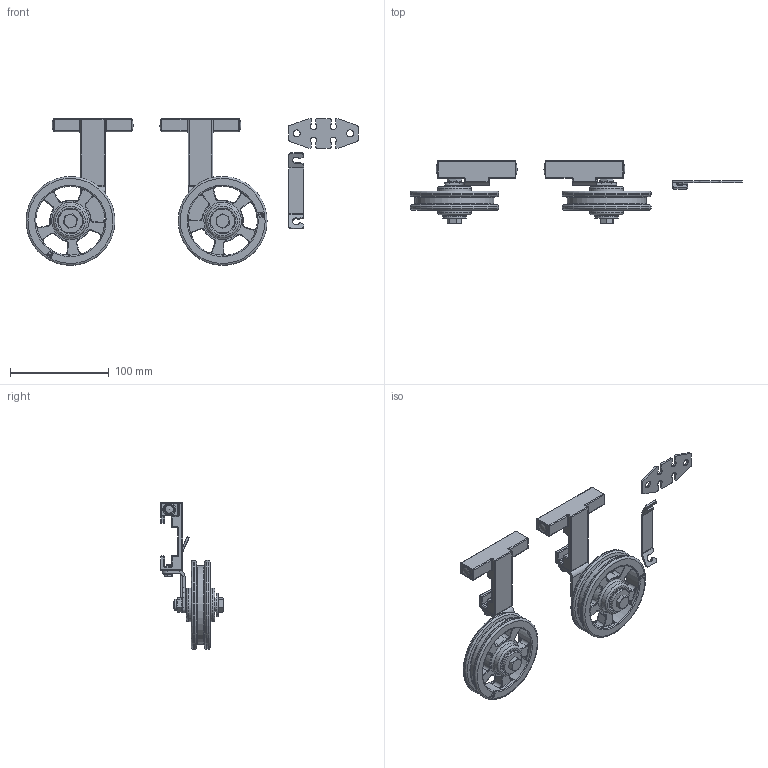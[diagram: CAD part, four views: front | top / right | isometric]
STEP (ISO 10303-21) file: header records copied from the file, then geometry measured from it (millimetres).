
FILE_DESCRIPTION(/* description */ (''),/* implementation_level */ '2;1');
FILE_NAME(/* name */ '.stp',/* time_stamp */ '2019-08-29T13:31:56+02:00',/* author */ ('WG'),/* organization */ (''),/* preprocessor_version */ 'ST-DEVELOPER v17.2',/* originating_system */ 'Autodesk Inventor 2019',/* authorisation */ '');
FILE_SCHEMA (('AUTOMOTIVE_DESIGN { 1 0 10303 214 3 1 1 }'));
Length unit declared in the file: millimetre
Products named in the file (22): RD-7; VAL-RD 610.00r00 - Roller (Left); VAL-RD 610.01r00 - Frame of Roller (Left); VAL-RD 620.00r00 - Roller (Right); VAL-RD 080.00r00 - Roller with holes; VAL-RD 080.01r00 - Roller with holes; DIN 625 SKF - SKF 628-2Z; Tube 10,5x16x12 - Dremec; DIN 931-1 - M8 x 45; DIN 9021 - 8,4; VAL-RD 020.00r00 Stopper; VAl-RD 020.01r00 - Stopper Body; Endcap to technological whole D10; DIN 914 - M4 x 6; VAL-RD 620.01r00 - Frame of Roller (Right); DIN 125 - A 4,3; DIN 933 - M4  x 10; DIN 933 - M4  x 8; DIN 985 - M8; DIN 988 (S) - 8x14; VAL-RD 600.01r00 - Fixing Line; VAL-RD 600.02r00 - Rope Handle
Assembly tree (38 placements, depth 4):
  RD-7
    VAL-RD 610.00r00 - Roller (Left)
      VAL-RD 080.00r00 - Roller with holes
        VAL-RD 080.01r00 - Roller with holes
        DIN 625 SKF - SKF 628-2Z  x2
        Tube 10,5x16x12 - Dremec
        DIN 988 (S) - 8x14
      DIN 931-1 - M8 x 45
      DIN 9021 - 8,4
      VAL-RD 020.00r00 Stopper
        VAl-RD 020.01r00 - Stopper Body
        Endcap to technological whole D10  x2
        DIN 914 - M4 x 6  x2
      VAL-RD 610.01r00 - Frame of Roller (Left)
      DIN 125 - A 4,3  x2
      DIN 933 - M4  x 8
      DIN 933 - M4  x 10
      DIN 985 - M8
      DIN 988 (S) - 8x14  x2
    VAL-RD 620.00r00 - Roller (Right)
      VAL-RD 080.00r00 - Roller with holes
        VAL-RD 080.01r00 - Roller with holes
        DIN 625 SKF - SKF 628-2Z  x2
        Tube 10,5x16x12 - Dremec
        DIN 988 (S) - 8x14
      DIN 931-1 - M8 x 45
      DIN 9021 - 8,4
      VAL-RD 020.00r00 Stopper
        VAl-RD 020.01r00 - Stopper Body
        Endcap to technological whole D10  x2
        DIN 914 - M4 x 6  x2
      VAL-RD 620.01r00 - Frame of Roller (Right)
      DIN 125 - A 4,3  x2
      DIN 933 - M4  x 10
      DIN 933 - M4  x 8
      DIN 985 - M8
      DIN 988 (S) - 8x14  x2
    VAL-RD 600.01r00 - Fixing Line
    VAL-RD 600.02r00 - Rope Handle
Bounding box: 335.99 x 63.55 x 148.6 mm (x, y, z)
Volume: 221873.7 mm3; surface area: 114292.9 mm2
Topology: 42 solids, 42 shells, 1433 faces, 3675 edges, 2316 vertices
Faces by surface type: cylinder 475, plane 422, torus 310, cone 94, bspline 76, sphere 56
Full cylindrical faces by diameter (mm): 1.905 x2, 3.242 x4, 3.621 x4, 4 x8, 4.3 x4, 4.5 x4, 5.9 x4, 6.647 x2, 7 x2, 8 x16, 8.4 x4, 8.5 x2, 9 x4, 10 x6, 11.6 x4, 11.8 x2, 13.12 x8, 14 x6, 18.88 x8, 24 x8, 34 x4, 80 x2, 90 x4
Entity records: 25549 total; most frequent: CARTESIAN_POINT 6517, DIRECTION 4141, ORIENTED_EDGE 3668, EDGE_CURVE 1834, AXIS2_PLACEMENT_3D 1704, VERTEX_POINT 1156, CIRCLE 925, EDGE_LOOP 802
